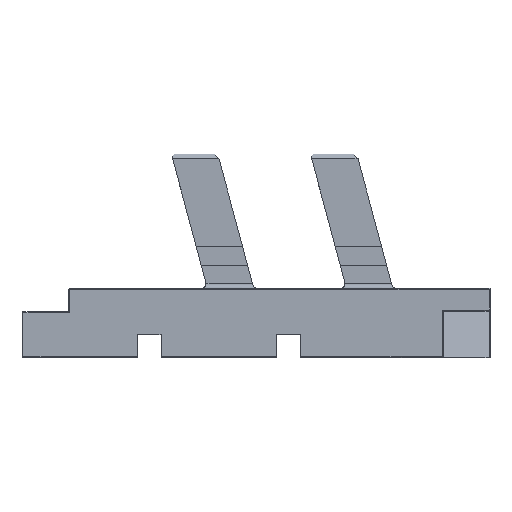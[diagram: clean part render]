
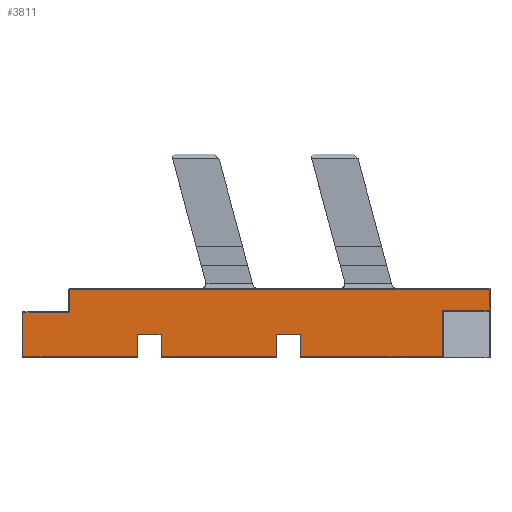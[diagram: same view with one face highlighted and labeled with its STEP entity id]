
A CAD part, top view. The second image highlights one B-rep face of the part: STEP entity #3811.
In plain terms, the highlighted planar face has unit normal (0, 0, 1).
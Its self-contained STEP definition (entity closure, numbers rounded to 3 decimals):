
#72 = LINE ( 'NONE', #2651, #3322 ) ;
#108 = ORIENTED_EDGE ( 'NONE', *, *, #3386, .F. ) ;
#134 = ORIENTED_EDGE ( 'NONE', *, *, #1617, .T. ) ;
#149 = DIRECTION ( 'NONE',  ( 0., -1., 0. ) ) ;
#161 = VECTOR ( 'NONE', #2406, 1000. ) ;
#166 = EDGE_CURVE ( 'NONE', #4073, #1936, #1842, .T. ) ;
#169 = CARTESIAN_POINT ( 'NONE',  ( 50.681, -15., 10. ) ) ;
#181 = LINE ( 'NONE', #1469, #914 ) ;
#197 = ORIENTED_EDGE ( 'NONE', *, *, #3764, .F. ) ;
#241 = CARTESIAN_POINT ( 'NONE',  ( -10., -10., 10. ) ) ;
#268 = LINE ( 'NONE', #1556, #1708 ) ;
#404 = EDGE_CURVE ( 'NONE', #858, #2643, #3742, .T. ) ;
#420 = CARTESIAN_POINT ( 'NONE',  ( -39.8, -5.3, 10. ) ) ;
#485 = PLANE ( 'NONE',  #1615 ) ;
#536 = VECTOR ( 'NONE', #983, 1000. ) ;
#630 = EDGE_CURVE ( 'NONE', #3964, #3941, #268, .T. ) ;
#651 = CARTESIAN_POINT ( 'NONE',  ( -15.1, -10., 10. ) ) ;
#715 = EDGE_CURVE ( 'NONE', #3964, #2609, #72, .T. ) ;
#799 = ORIENTED_EDGE ( 'NONE', *, *, #166, .F. ) ;
#814 = CARTESIAN_POINT ( 'NONE',  ( -29.7, -0.2, 10. ) ) ;
#824 = CARTESIAN_POINT ( 'NONE',  ( 14.9, -10., 10. ) ) ;
#843 = EDGE_CURVE ( 'NONE', #2643, #3152, #181, .T. ) ;
#858 = VERTEX_POINT ( 'NONE', #1149 ) ;
#880 = LINE ( 'NONE', #2167, #3797 ) ;
#914 = VECTOR ( 'NONE', #1763, 1000. ) ;
#947 = EDGE_CURVE ( 'NONE', #3517, #3756, #880, .T. ) ;
#983 = DIRECTION ( 'NONE',  ( -1., 0., 0. ) ) ;
#1001 = CARTESIAN_POINT ( 'NONE',  ( -29.7, -5.3, 10. ) ) ;
#1008 = ORIENTED_EDGE ( 'NONE', *, *, #3047, .F. ) ;
#1021 = CARTESIAN_POINT ( 'NONE',  ( -15., -10., 10. ) ) ;
#1028 = LINE ( 'NONE', #2005, #3929 ) ;
#1117 = CARTESIAN_POINT ( 'NONE',  ( -40., -15., 10. ) ) ;
#1149 = CARTESIAN_POINT ( 'NONE',  ( 50.681, -4.7, 10. ) ) ;
#1195 = CARTESIAN_POINT ( 'NONE',  ( -15.1, -14.8, 10. ) ) ;
#1205 = DIRECTION ( 'NONE',  ( 1., 0., 0. ) ) ;
#1228 = ORIENTED_EDGE ( 'NONE', *, *, #3561, .T. ) ;
#1256 = VERTEX_POINT ( 'NONE', #1462 ) ;
#1260 = CARTESIAN_POINT ( 'NONE',  ( 60.781, -0.2, 10. ) ) ;
#1405 = LINE ( 'NONE', #2313, #3694 ) ;
#1408 = VECTOR ( 'NONE', #2106, 1000. ) ;
#1418 = EDGE_LOOP ( 'NONE', ( #799, #3828, #197, #108, #2498, #3957, #134, #2877, #2226, #3567, #2774, #1488, #1228, #4154, #1008, #4087 ) ) ;
#1462 = CARTESIAN_POINT ( 'NONE',  ( 14.9, -9.9, 10. ) ) ;
#1469 = CARTESIAN_POINT ( 'NONE',  ( 60.781, -15., 10. ) ) ;
#1479 = VECTOR ( 'NONE', #149, 1000. ) ;
#1488 = ORIENTED_EDGE ( 'NONE', *, *, #947, .T. ) ;
#1543 = EDGE_CURVE ( 'NONE', #2247, #3517, #1028, .T. ) ;
#1547 = CARTESIAN_POINT ( 'NONE',  ( 14.9, -14.8, 10. ) ) ;
#1556 = CARTESIAN_POINT ( 'NONE',  ( 20.1, -15., 10. ) ) ;
#1615 = AXIS2_PLACEMENT_3D ( 'NONE', #1117, #3619, #3701 ) ;
#1617 = EDGE_CURVE ( 'NONE', #2609, #858, #2467, .T. ) ;
#1643 = CARTESIAN_POINT ( 'NONE',  ( -39.8, -14.8, 10. ) ) ;
#1687 = VERTEX_POINT ( 'NONE', #1643 ) ;
#1708 = VECTOR ( 'NONE', #3488, 1000. ) ;
#1763 = DIRECTION ( 'NONE',  ( 0., 1., 0. ) ) ;
#1842 = LINE ( 'NONE', #2532, #2714 ) ;
#1914 = LINE ( 'NONE', #1021, #536 ) ;
#1936 = VERTEX_POINT ( 'NONE', #241 ) ;
#2005 = CARTESIAN_POINT ( 'NONE',  ( -29.7, -15., 10. ) ) ;
#2079 = VERTEX_POINT ( 'NONE', #2308 ) ;
#2106 = DIRECTION ( 'NONE',  ( 1., 0., 0. ) ) ;
#2109 = LINE ( 'NONE', #824, #1479 ) ;
#2167 = CARTESIAN_POINT ( 'NONE',  ( -40., -5.3, 10. ) ) ;
#2175 = DIRECTION ( 'NONE',  ( 0., 1., 0. ) ) ;
#2226 = ORIENTED_EDGE ( 'NONE', *, *, #843, .T. ) ;
#2231 = CARTESIAN_POINT ( 'NONE',  ( -39.8, -15., 10. ) ) ;
#2247 = VERTEX_POINT ( 'NONE', #814 ) ;
#2308 = CARTESIAN_POINT ( 'NONE',  ( -15.1, -10., 10. ) ) ;
#2313 = CARTESIAN_POINT ( 'NONE',  ( -40., -0.2, 10. ) ) ;
#2338 = EDGE_CURVE ( 'NONE', #4073, #3806, #3145, .T. ) ;
#2339 = VECTOR ( 'NONE', #1205, 1000. ) ;
#2346 = FACE_OUTER_BOUND ( 'NONE', #1418, .T. ) ;
#2406 = DIRECTION ( 'NONE',  ( 1., 0., 0. ) ) ;
#2467 = LINE ( 'NONE', #169, #3198 ) ;
#2498 = ORIENTED_EDGE ( 'NONE', *, *, #630, .F. ) ;
#2525 = VECTOR ( 'NONE', #3174, 1000. ) ;
#2532 = CARTESIAN_POINT ( 'NONE',  ( -10., -15., 10. ) ) ;
#2609 = VERTEX_POINT ( 'NONE', #3601 ) ;
#2632 = LINE ( 'NONE', #651, #2525 ) ;
#2643 = VERTEX_POINT ( 'NONE', #4015 ) ;
#2651 = CARTESIAN_POINT ( 'NONE',  ( 50.881, -14.8, 10. ) ) ;
#2691 = VECTOR ( 'NONE', #4113, 1000. ) ;
#2714 = VECTOR ( 'NONE', #3144, 1000. ) ;
#2759 = LINE ( 'NONE', #3778, #1408 ) ;
#2774 = ORIENTED_EDGE ( 'NONE', *, *, #1543, .T. ) ;
#2841 = LINE ( 'NONE', #3409, #2691 ) ;
#2877 = ORIENTED_EDGE ( 'NONE', *, *, #404, .T. ) ;
#2941 = CARTESIAN_POINT ( 'NONE',  ( -10., -14.8, 10. ) ) ;
#3047 = EDGE_CURVE ( 'NONE', #2079, #3373, #2632, .T. ) ;
#3090 = VECTOR ( 'NONE', #3572, 1000. ) ;
#3114 = CARTESIAN_POINT ( 'NONE',  ( 20.1, -9.9, 10. ) ) ;
#3144 = DIRECTION ( 'NONE',  ( 0., 1., 0. ) ) ;
#3145 = LINE ( 'NONE', #1547, #2339 ) ;
#3152 = VERTEX_POINT ( 'NONE', #1260 ) ;
#3174 = DIRECTION ( 'NONE',  ( 0., -1., 0. ) ) ;
#3191 = LINE ( 'NONE', #2231, #3090 ) ;
#3198 = VECTOR ( 'NONE', #2175, 1000. ) ;
#3322 = VECTOR ( 'NONE', #3573, 1000. ) ;
#3350 = CARTESIAN_POINT ( 'NONE',  ( 14.9, -14.8, 10. ) ) ;
#3359 = EDGE_CURVE ( 'NONE', #1687, #3373, #2759, .T. ) ;
#3373 = VERTEX_POINT ( 'NONE', #1195 ) ;
#3385 = CARTESIAN_POINT ( 'NONE',  ( -40., -4.7, 10. ) ) ;
#3386 = EDGE_CURVE ( 'NONE', #3941, #1256, #2841, .T. ) ;
#3409 = CARTESIAN_POINT ( 'NONE',  ( -40., -9.9, 10. ) ) ;
#3414 = DIRECTION ( 'NONE',  ( 0., -1., 0. ) ) ;
#3446 = DIRECTION ( 'NONE',  ( -1., 0., 0. ) ) ;
#3488 = DIRECTION ( 'NONE',  ( 0., 1., 0. ) ) ;
#3517 = VERTEX_POINT ( 'NONE', #1001 ) ;
#3561 = EDGE_CURVE ( 'NONE', #3756, #1687, #3191, .T. ) ;
#3567 = ORIENTED_EDGE ( 'NONE', *, *, #3633, .T. ) ;
#3572 = DIRECTION ( 'NONE',  ( 0., -1., 0. ) ) ;
#3573 = DIRECTION ( 'NONE',  ( 1., 0., 0. ) ) ;
#3601 = CARTESIAN_POINT ( 'NONE',  ( 50.681, -14.8, 10. ) ) ;
#3619 = DIRECTION ( 'NONE',  ( 0., 0., 1. ) ) ;
#3633 = EDGE_CURVE ( 'NONE', #3152, #2247, #1405, .T. ) ;
#3652 = DIRECTION ( 'NONE',  ( -1., 0., 0. ) ) ;
#3694 = VECTOR ( 'NONE', #3652, 1000. ) ;
#3701 = DIRECTION ( 'NONE',  ( 1., 0., 0. ) ) ;
#3742 = LINE ( 'NONE', #3385, #161 ) ;
#3756 = VERTEX_POINT ( 'NONE', #420 ) ;
#3758 = CARTESIAN_POINT ( 'NONE',  ( 20.1, -14.8, 10. ) ) ;
#3764 = EDGE_CURVE ( 'NONE', #1256, #3806, #2109, .T. ) ;
#3778 = CARTESIAN_POINT ( 'NONE',  ( -15.1, -14.8, 10. ) ) ;
#3797 = VECTOR ( 'NONE', #3446, 1000. ) ;
#3806 = VERTEX_POINT ( 'NONE', #3350 ) ;
#3811 = ADVANCED_FACE ( 'NONE', ( #2346 ), #485, .T. ) ;
#3828 = ORIENTED_EDGE ( 'NONE', *, *, #2338, .T. ) ;
#3929 = VECTOR ( 'NONE', #3414, 1000. ) ;
#3941 = VERTEX_POINT ( 'NONE', #3114 ) ;
#3957 = ORIENTED_EDGE ( 'NONE', *, *, #715, .T. ) ;
#3964 = VERTEX_POINT ( 'NONE', #3758 ) ;
#4015 = CARTESIAN_POINT ( 'NONE',  ( 60.781, -4.7, 10. ) ) ;
#4050 = EDGE_CURVE ( 'NONE', #1936, #2079, #1914, .T. ) ;
#4073 = VERTEX_POINT ( 'NONE', #2941 ) ;
#4087 = ORIENTED_EDGE ( 'NONE', *, *, #4050, .F. ) ;
#4113 = DIRECTION ( 'NONE',  ( -1., 0., 0. ) ) ;
#4154 = ORIENTED_EDGE ( 'NONE', *, *, #3359, .T. ) ;
